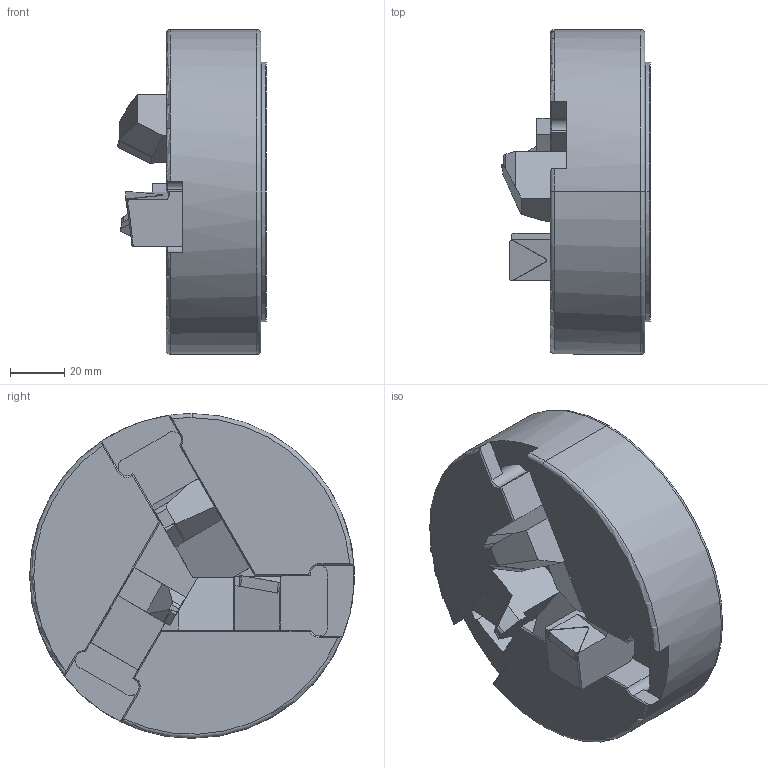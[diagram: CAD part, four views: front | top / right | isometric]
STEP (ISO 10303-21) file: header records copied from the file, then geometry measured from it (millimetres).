
FILE_DESCRIPTION (( 'STEP AP214' ), '1' );
FILE_NAME ('ACPBT-7-min.STP', '2023-11-14T11:25:45', ( '' ), ( '' ), 'SwSTEP 2.0', 'SolidWorks 2018', '' );
FILE_SCHEMA (( 'AUTOMOTIVE_DESIGN' ));
Length unit declared in the file: millimetre
Products named in the file (1): ACPBT-7-min
Bounding box: 55 x 120 x 120 mm (x, y, z)
Volume: 391542.7 mm3; surface area: 47986.6 mm2
Topology: 4 solids, 4 shells, 170 faces, 443 edges, 282 vertices
Faces by surface type: plane 114, cone 27, cylinder 17, torus 12
Entity records: 7120 total; most frequent: CARTESIAN_POINT 1006, ORIENTED_EDGE 886, DIRECTION 868, EDGE_CURVE 443, LINE 316, VECTOR 316, VERTEX_POINT 282, AXIS2_PLACEMENT_3D 276
